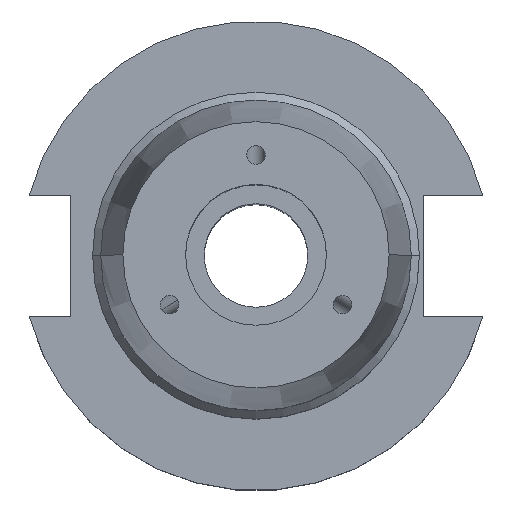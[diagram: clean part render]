
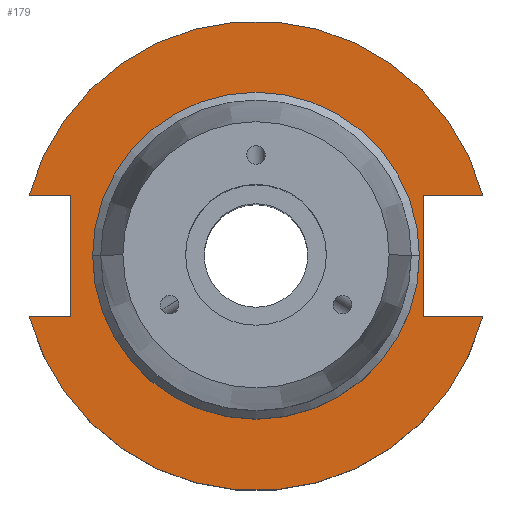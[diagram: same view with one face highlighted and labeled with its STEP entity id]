
A CAD part, top view. The second image highlights one B-rep face of the part: STEP entity #179.
In plain terms, the highlighted planar face has unit normal (0, 0, 1).
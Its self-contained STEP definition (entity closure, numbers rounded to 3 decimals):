
#28 = DIRECTION ( 'NONE',  ( 0., 0., 1. ) ) ;
#38 = CARTESIAN_POINT ( 'NONE',  ( -61.091, 8.191, 19.05 ) ) ;
#73 = VECTOR ( 'NONE', #2169, 1000. ) ;
#80 = ORIENTED_EDGE ( 'NONE', *, *, #96, .T. ) ;
#96 = EDGE_CURVE ( 'NONE', #448, #767, #389, .T. ) ;
#126 = CIRCLE ( 'NONE', #534, 22.1 ) ;
#149 = EDGE_CURVE ( 'NONE', #1486, #232, #1751, .T. ) ;
#156 = AXIS2_PLACEMENT_3D ( 'NONE', #1523, #456, #1710 ) ;
#168 = ORIENTED_EDGE ( 'NONE', *, *, #956, .T. ) ;
#179 = ADVANCED_FACE ( 'NONE', ( #1645, #2128 ), #1360, .F. ) ;
#185 = CARTESIAN_POINT ( 'NONE',  ( -30.675, 8.191, 19.05 ) ) ;
#218 = DIRECTION ( 'NONE',  ( 1., 0., 0. ) ) ;
#232 = VERTEX_POINT ( 'NONE', #1371 ) ;
#284 = DIRECTION ( 'NONE',  ( 0., -1., 0. ) ) ;
#288 = DIRECTION ( 'NONE',  ( 0., 0., -1. ) ) ;
#294 = CIRCLE ( 'NONE', #1096, 22.1 ) ;
#306 = CARTESIAN_POINT ( 'NONE',  ( -22.1, 0., 19.05 ) ) ;
#324 = CARTESIAN_POINT ( 'NONE',  ( -25.091, 8.191, 19.05 ) ) ;
#338 = ORIENTED_EDGE ( 'NONE', *, *, #1280, .F. ) ;
#389 = CIRCLE ( 'NONE', #156, 31.75 ) ;
#406 = EDGE_CURVE ( 'NONE', #1582, #1433, #294, .T. ) ;
#418 = LINE ( 'NONE', #2105, #2257 ) ;
#427 = EDGE_LOOP ( 'NONE', ( #912, #338, #168, #797, #1319, #1399, #80, #1998 ) ) ;
#448 = VERTEX_POINT ( 'NONE', #1357 ) ;
#456 = DIRECTION ( 'NONE',  ( 0., 0., 1. ) ) ;
#534 = AXIS2_PLACEMENT_3D ( 'NONE', #700, #1940, #889 ) ;
#535 = VERTEX_POINT ( 'NONE', #1677 ) ;
#547 = CARTESIAN_POINT ( 'NONE',  ( 30.675, -8.191, 19.05 ) ) ;
#557 = DIRECTION ( 'NONE',  ( 1., 0., 0. ) ) ;
#573 = DIRECTION ( 'NONE',  ( -1., 0., 0. ) ) ;
#587 = ORIENTED_EDGE ( 'NONE', *, *, #1501, .F. ) ;
#700 = CARTESIAN_POINT ( 'NONE',  ( 0., 0., 19.05 ) ) ;
#709 = CARTESIAN_POINT ( 'NONE',  ( 0., 0., 19.05 ) ) ;
#755 = VECTOR ( 'NONE', #218, 1000. ) ;
#760 = CARTESIAN_POINT ( 'NONE',  ( 0., -8.191, 19.05 ) ) ;
#767 = VERTEX_POINT ( 'NONE', #185 ) ;
#772 = AXIS2_PLACEMENT_3D ( 'NONE', #1190, #288, #1534 ) ;
#774 = VERTEX_POINT ( 'NONE', #1791 ) ;
#792 = CARTESIAN_POINT ( 'NONE',  ( -30.675, -8.191, 19.05 ) ) ;
#797 = ORIENTED_EDGE ( 'NONE', *, *, #2119, .F. ) ;
#809 = LINE ( 'NONE', #38, #755 ) ;
#863 = AXIS2_PLACEMENT_3D ( 'NONE', #709, #1949, #897 ) ;
#889 = DIRECTION ( 'NONE',  ( 1., 0., 0. ) ) ;
#897 = DIRECTION ( 'NONE',  ( 1., 0., 0. ) ) ;
#912 = ORIENTED_EDGE ( 'NONE', *, *, #149, .T. ) ;
#940 = EDGE_LOOP ( 'NONE', ( #1323, #587 ) ) ;
#956 = EDGE_CURVE ( 'NONE', #1087, #1526, #1348, .T. ) ;
#1028 = LINE ( 'NONE', #760, #73 ) ;
#1087 = VERTEX_POINT ( 'NONE', #792 ) ;
#1096 = AXIS2_PLACEMENT_3D ( 'NONE', #1116, #28, #1285 ) ;
#1105 = CARTESIAN_POINT ( 'NONE',  ( 22.1, 0., 19.05 ) ) ;
#1116 = CARTESIAN_POINT ( 'NONE',  ( 0., 0., 19.05 ) ) ;
#1190 = CARTESIAN_POINT ( 'NONE',  ( 0., 22.1, 19.05 ) ) ;
#1224 = VECTOR ( 'NONE', #284, 1000. ) ;
#1280 = EDGE_CURVE ( 'NONE', #1087, #232, #1373, .T. ) ;
#1285 = DIRECTION ( 'NONE',  ( 1., 0., 0. ) ) ;
#1303 = EDGE_CURVE ( 'NONE', #767, #1486, #809, .T. ) ;
#1319 = ORIENTED_EDGE ( 'NONE', *, *, #1876, .T. ) ;
#1323 = ORIENTED_EDGE ( 'NONE', *, *, #406, .F. ) ;
#1341 = EDGE_CURVE ( 'NONE', #448, #774, #1692, .T. ) ;
#1344 = CARTESIAN_POINT ( 'NONE',  ( -25.091, 8.191, 19.05 ) ) ;
#1348 = CIRCLE ( 'NONE', #863, 31.75 ) ;
#1357 = CARTESIAN_POINT ( 'NONE',  ( 30.675, 8.191, 19.05 ) ) ;
#1360 = PLANE ( 'NONE',  #772 ) ;
#1371 = CARTESIAN_POINT ( 'NONE',  ( -25.091, -8.191, 19.05 ) ) ;
#1373 = LINE ( 'NONE', #1987, #2229 ) ;
#1399 = ORIENTED_EDGE ( 'NONE', *, *, #1341, .F. ) ;
#1433 = VERTEX_POINT ( 'NONE', #306 ) ;
#1486 = VERTEX_POINT ( 'NONE', #324 ) ;
#1501 = EDGE_CURVE ( 'NONE', #1433, #1582, #126, .T. ) ;
#1523 = CARTESIAN_POINT ( 'NONE',  ( 0., 0., 19.05 ) ) ;
#1526 = VERTEX_POINT ( 'NONE', #547 ) ;
#1534 = DIRECTION ( 'NONE',  ( -1., 0., 0. ) ) ;
#1564 = DIRECTION ( 'NONE',  ( 0., 1., 0. ) ) ;
#1582 = VERTEX_POINT ( 'NONE', #1105 ) ;
#1638 = VECTOR ( 'NONE', #573, 1000. ) ;
#1645 = FACE_BOUND ( 'NONE', #940, .T. ) ;
#1677 = CARTESIAN_POINT ( 'NONE',  ( 22.606, -8.191, 19.05 ) ) ;
#1692 = LINE ( 'NONE', #2199, #1638 ) ;
#1710 = DIRECTION ( 'NONE',  ( 1., 0., 0. ) ) ;
#1751 = LINE ( 'NONE', #1344, #1224 ) ;
#1791 = CARTESIAN_POINT ( 'NONE',  ( 22.606, 8.191, 19.05 ) ) ;
#1876 = EDGE_CURVE ( 'NONE', #535, #774, #418, .T. ) ;
#1940 = DIRECTION ( 'NONE',  ( 0., 0., 1. ) ) ;
#1949 = DIRECTION ( 'NONE',  ( 0., 0., 1. ) ) ;
#1987 = CARTESIAN_POINT ( 'NONE',  ( -61.091, -8.191, 19.05 ) ) ;
#1998 = ORIENTED_EDGE ( 'NONE', *, *, #1303, .T. ) ;
#2105 = CARTESIAN_POINT ( 'NONE',  ( 22.606, 22.1, 19.05 ) ) ;
#2119 = EDGE_CURVE ( 'NONE', #535, #1526, #1028, .T. ) ;
#2128 = FACE_OUTER_BOUND ( 'NONE', #427, .T. ) ;
#2169 = DIRECTION ( 'NONE',  ( 1., 0., 0. ) ) ;
#2199 = CARTESIAN_POINT ( 'NONE',  ( 0., 8.191, 19.05 ) ) ;
#2229 = VECTOR ( 'NONE', #557, 1000. ) ;
#2257 = VECTOR ( 'NONE', #1564, 1000. ) ;
